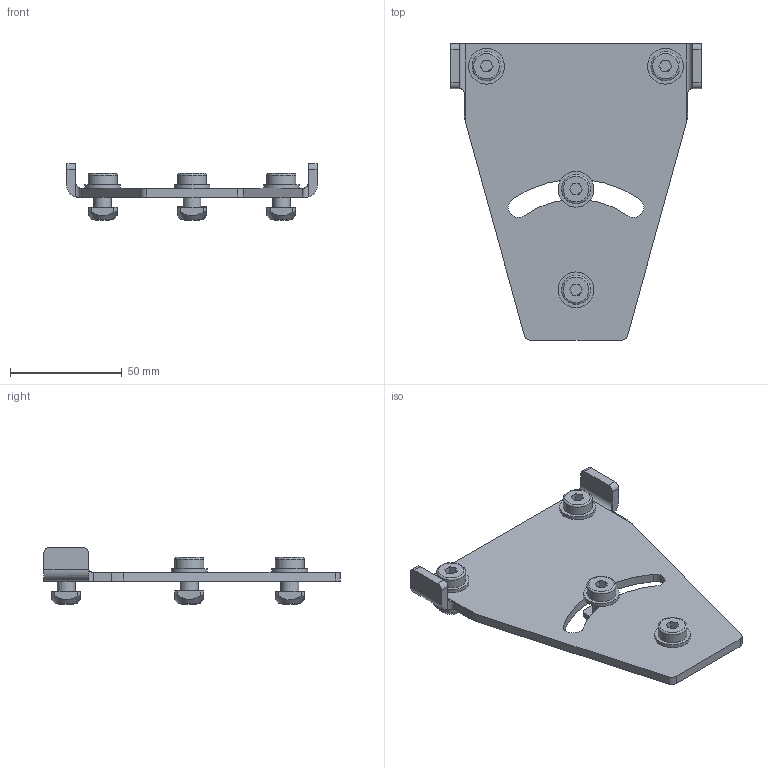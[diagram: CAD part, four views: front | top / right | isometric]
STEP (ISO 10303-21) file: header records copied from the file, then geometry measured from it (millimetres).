
FILE_DESCRIPTION(/* description */ ('Schwenkplatte rostfrei'),/* implementation_level */ '2;1');
FILE_NAME(/* name */ 'ZEI_CAD_295012-0-REV00_#SALL_#AIN_#V1.step',/* time_stamp */ '2022-10-10T07:07:55+02:00',/* author */ ('MiniTec'),/* organization */ ('MiniTec GmbH & Co.KG'),/* preprocessor_version */ 'ST-DEVELOPER v18.1',/* originating_system */ 'Autodesk Inventor 2021',/* authorisation */ '');
FILE_SCHEMA (('CONFIG_CONTROL_DESIGN'));
Length unit declared in the file: millimetre
Products named in the file (5): leer; 29-5012-1FZ.000; leer_1; 21-1351-1FZ.001; leer_2
Assembly tree (13 placements, depth 2):
  leer
    29-5012-1FZ.000
    leer_1  x4
    21-1351-1FZ.001  x4
    leer_2  x4
Bounding box: 112 x 132.5 x 25.4 mm (x, y, z)
Volume: 49992.7 mm3; surface area: 31077.2 mm2
Topology: 13 solids, 13 shells, 161 faces, 391 edges, 260 vertices
Faces by surface type: plane 100, cylinder 41, cone 12, torus 8
Full cylindrical faces by diameter (mm): 8 x8, 8.4 x4, 9 x3, 13 x4, 16 x4
Entity records: 2373 total; most frequent: CARTESIAN_POINT 450, DIRECTION 381, ORIENTED_EDGE 348, EDGE_CURVE 174, AXIS2_PLACEMENT_3D 143, VERTEX_POINT 116, LINE 95, VECTOR 95
